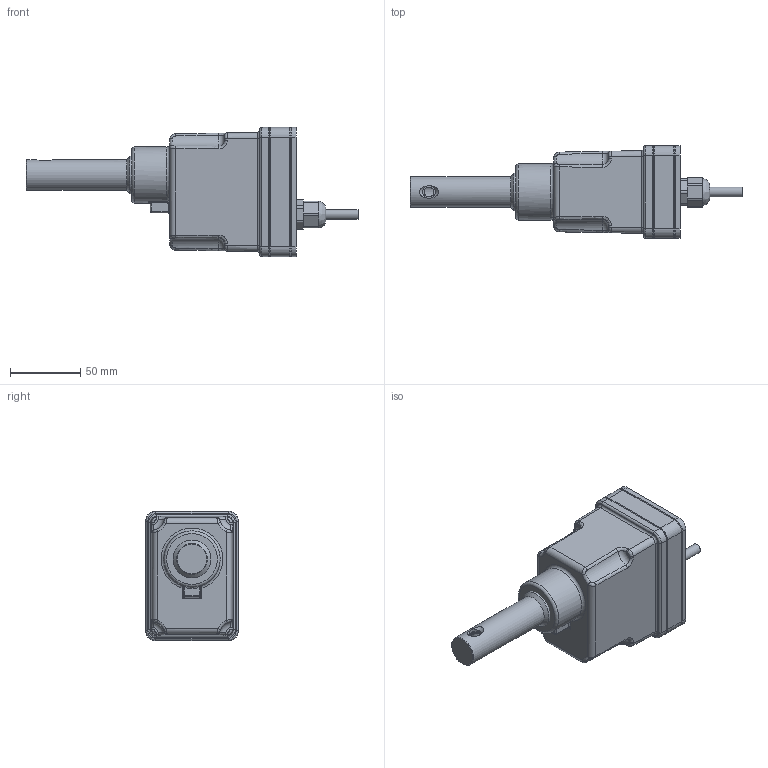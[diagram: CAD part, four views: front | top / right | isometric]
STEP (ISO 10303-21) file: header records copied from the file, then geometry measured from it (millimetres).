
FILE_DESCRIPTION(('STEP AP214'),'1');
FILE_NAME('IFR400... mit Kabelabgang.stp','2021-03-22T12:44:15',(' '),(' '),'Spatial InterOp 3D',' ',' ');
FILE_SCHEMA(('AUTOMOTIVE_DESIGN { 1 0 10303 214 1 1 1 1 }'));
Length unit declared in the file: millimetre
Products named in the file (4): 1615281506; 1615286318; 1615284023; 1616411020
Bounding box: 236.3 x 66 x 92 mm (x, y, z)
Volume: 518591.2 mm3; surface area: 78456.3 mm2
Topology: 4 solids, 4 shells, 250 faces, 577 edges, 337 vertices
Faces by surface type: cylinder 95, plane 71, bspline 51, torus 23, cone 8, sphere 2
Full cylindrical faces by diameter (mm): 3 x4, 3.3 x2, 5 x1, 7 x2, 9 x1, 10.2 x1, 14.3 x1, 16 x1, 22 x1, 24 x1, 26.9 x1, 40 x1
Entity records: 15890 total; most frequent: CARTESIAN_POINT 8552, DIRECTION 1138, ORIENTED_EDGE 1048, EDGE_CURVE 524, AXIS2_PLACEMENT_3D 466, VERTEX_POINT 324, EDGE_LOOP 288, FACE_OUTER_BOUND 269
